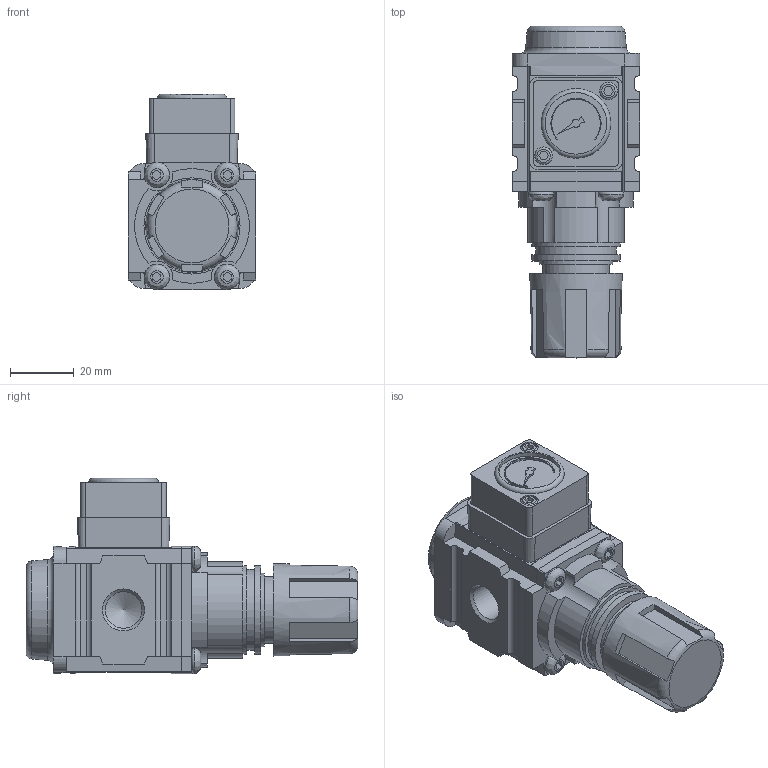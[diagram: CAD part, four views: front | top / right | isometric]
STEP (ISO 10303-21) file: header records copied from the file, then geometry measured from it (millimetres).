
FILE_DESCRIPTION( ( 'STEP AP214' ), ' ' );
FILE_NAME( 'P31RB12BNTP.stp', '2017-09-21T08:48:28', ( '' ), ( '' ), ' ', 'PARTsolutions', ' ' );
FILE_SCHEMA( ( 'AUTOMOTIVE_DESIGN { 1 0 10303 214 1 1 1 1 }' ) );
Length unit declared in the file: inch
Products named in the file (4): P31RB12BNTP; _P31RB12BNTP_body; _P31RB1T_gauge; _P31RB12BNVP_reg
Assembly tree (3 placements, depth 2):
  P31RB12BNTP
    _P31RB12BNTP_body
    _P31RB1T_gauge
    _P31RB12BNVP_reg
Bounding box: 40 x 104.11 x 61.3 mm (x, y, z)
Volume: 112761.3 mm3; surface area: 28498.8 mm2
Topology: 3 solids, 3 shells, 313 faces, 773 edges, 510 vertices
Faces by surface type: plane 201, cylinder 75, cone 23, torus 10, bspline 4
Full cylindrical faces by diameter (mm): 3 x2, 4 x4, 4.4 x4, 5.45 x2, 5.588 x2, 8.566 x1, 9.728 x3, 11.445 x2, 15 x1, 19 x1, 19.304 x1, 21 x1, 23 x1, 23.7 x1, 25.4 x1, 27.8 x2
Entity records: 11747 total; most frequent: CARTESIAN_POINT 1869, DIRECTION 1529, ORIENTED_EDGE 1408, EDGE_CURVE 704, AXIS2_PLACEMENT_3D 542, VERTEX_POINT 506, LINE 445, VECTOR 445
